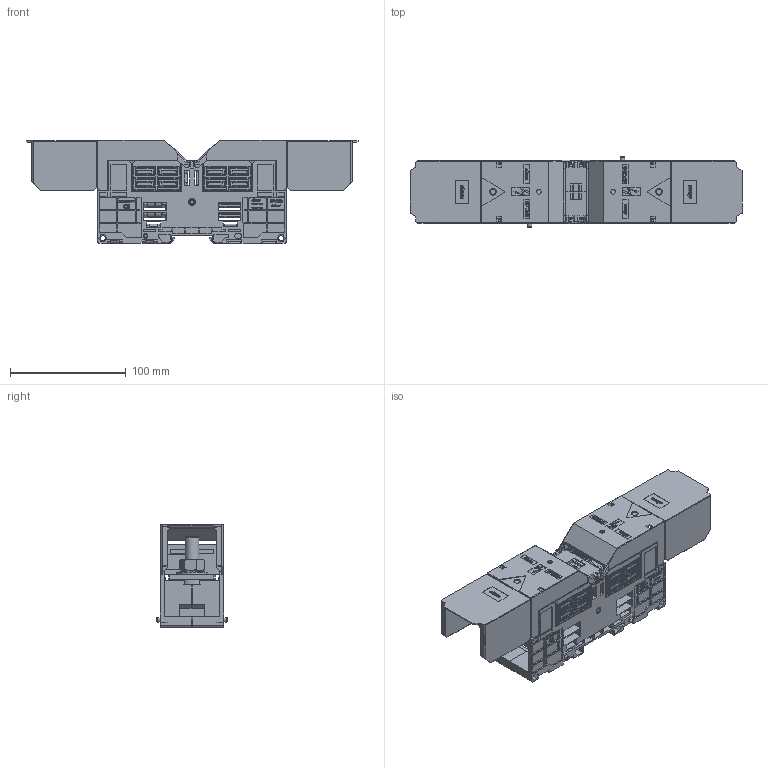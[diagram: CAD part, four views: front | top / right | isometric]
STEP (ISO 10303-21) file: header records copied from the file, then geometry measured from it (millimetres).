
FILE_DESCRIPTION(/* description */ ('Unknown'),/* implementation_level */ '2;1');
FILE_NAME(/* name */ 'SPT240',/* time_stamp */ '2023-02-04T15:52:00+05:00',/* author */ ('Unknown'),/* organization */ ('Unknown'),/* preprocessor_version */ 'ST-DEVELOPER v16.7',/* originating_system */ 'Solid Edge',/* authorisation */ 'Unknown');
FILE_SCHEMA (('AUTOMOTIVE_DESIGN {1 0 10303 214 3 1 1}'));
Products named in the file (11): SPT240; 6SPT240H; 6SPT70FT; 9SASPT185; 8SPT185C; 52MDSPT185-240; 9SASPT185-240WN_mir1; 52NH01_M12_T1-RI; 59LMSPT185-240; 9SASPT185-240WN; 6SPT240PC
Assembly tree (15 placements, depth 3):
  SPT240
    6SPT240H  x2
    6SPT70FT
    9SASPT185
      8SPT185C
      52MDSPT185-240  x2
    9SASPT185-240WN_mir1
      52NH01_M12_T1-RI
      59LMSPT185-240
    9SASPT185-240WN
      52NH01_M12_T1-RI
      59LMSPT185-240
    6SPT240PC  x2
Bounding box: 286.8 x 61.01 x 89.8 mm (x, y, z)
Volume: 225921.1 mm3; surface area: 256392.7 mm2
Topology: 12 solids, 12 shells, 5686 faces, 15288 edges, 10154 vertices
Faces by surface type: plane 4453, cylinder 849, bspline 298, cone 70, torus 16
Full cylindrical faces by diameter (mm): 1.8 x4, 2 x4, 2.1 x4, 2.5 x2, 4 x8, 4.3 x4, 6 x10, 10.106 x2, 11 x2, 12 x4, 12.5 x2, 13 x2, 13.3 x2, 13.8 x2, 15 x2, 25.5 x2, 27 x2
Entity records: 101640 total; most frequent: CARTESIAN_POINT 26035, ORIENTED_EDGE 15826, DIRECTION 14292, EDGE_CURVE 7913, LINE 6340, VECTOR 6340, VERTEX_POINT 5304, AXIS2_PLACEMENT_3D 3976
